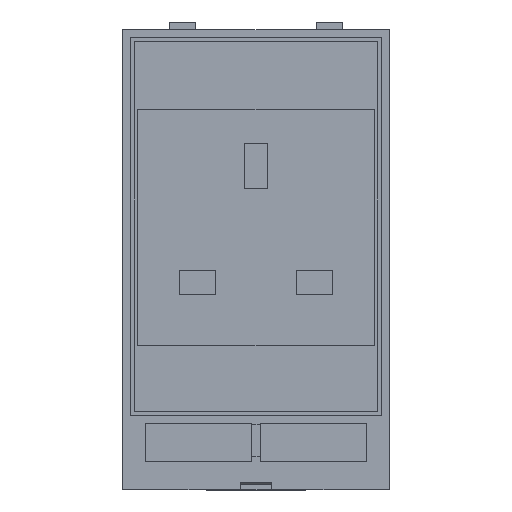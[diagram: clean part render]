
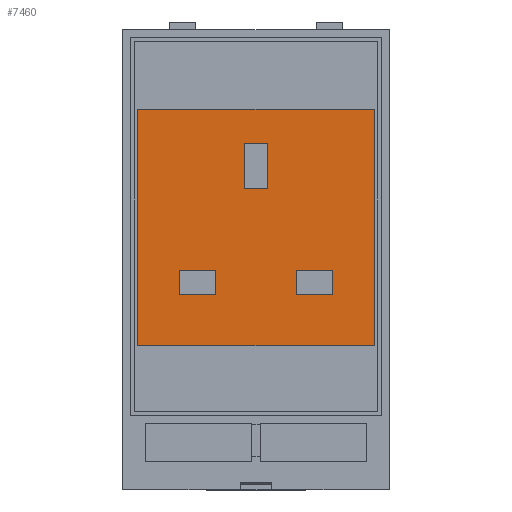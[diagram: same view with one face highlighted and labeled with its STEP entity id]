
A CAD part, top view. The second image highlights one B-rep face of the part: STEP entity #7460.
In plain terms, the highlighted planar face has unit normal (0, 0, 1).
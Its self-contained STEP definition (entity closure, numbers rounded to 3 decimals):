
#6050=CARTESIAN_POINT('',(25.2,55.1,42.65));
#6060=DIRECTION('',(-0.,0.,1.));
#6070=DIRECTION('',(0.,-1.,0.));
#6080=AXIS2_PLACEMENT_3D('',#6050,#6060,#6070);
#6090=PLANE('',#6080);
#6100=CARTESIAN_POINT('',(0.,42.4,42.65));
#6110=DIRECTION('',(1.,0.,0.));
#6120=VECTOR('',#6110,1.);
#6130=LINE('',#6100,#6120);
#6140=CARTESIAN_POINT('',(32.85,42.4,42.65));
#6150=VERTEX_POINT('',#6140);
#6160=CARTESIAN_POINT('',(39.75,42.4,42.65));
#6170=VERTEX_POINT('',#6160);
#6180=EDGE_CURVE('',#6150,#6170,#6130,.T.);
#6190=ORIENTED_EDGE('',*,*,#6180,.F.);
#6200=CARTESIAN_POINT('',(39.75,0.,42.65));
#6210=DIRECTION('',(0.,1.,0.));
#6220=VECTOR('',#6210,1.);
#6230=LINE('',#6200,#6220);
#6240=CARTESIAN_POINT('',(39.75,47.,42.65));
#6250=VERTEX_POINT('',#6240);
#6260=EDGE_CURVE('',#6170,#6250,#6230,.T.);
#6270=ORIENTED_EDGE('',*,*,#6260,.F.);
#6280=CARTESIAN_POINT('',(0.,47.,42.65));
#6290=DIRECTION('',(-1.,0.,0.));
#6300=VECTOR('',#6290,1.);
#6310=LINE('',#6280,#6300);
#6320=CARTESIAN_POINT('',(32.85,47.,42.65));
#6330=VERTEX_POINT('',#6320);
#6340=EDGE_CURVE('',#6250,#6330,#6310,.T.);
#6350=ORIENTED_EDGE('',*,*,#6340,.F.);
#6360=CARTESIAN_POINT('',(32.85,0.,42.65));
#6370=DIRECTION('',(0.,-1.,0.));
#6380=VECTOR('',#6370,1.);
#6390=LINE('',#6360,#6380);
#6400=EDGE_CURVE('',#6330,#6150,#6390,.T.);
#6410=ORIENTED_EDGE('',*,*,#6400,.F.);
#6420=EDGE_LOOP('',(#6410,#6350,#6270,#6190));
#6430=FACE_BOUND('',#6420,.T.);
#6440=CARTESIAN_POINT('',(0.,47.,42.65));
#6450=DIRECTION('',(-1.,0.,0.));
#6460=VECTOR('',#6450,1.);
#6470=LINE('',#6440,#6460);
#6480=CARTESIAN_POINT('',(17.55,47.,42.65));
#6490=VERTEX_POINT('',#6480);
#6500=CARTESIAN_POINT('',(10.65,47.,42.65));
#6510=VERTEX_POINT('',#6500);
#6520=EDGE_CURVE('',#6490,#6510,#6470,.T.);
#6530=ORIENTED_EDGE('',*,*,#6520,.F.);
#6540=CARTESIAN_POINT('',(10.65,0.,42.65));
#6550=DIRECTION('',(0.,-1.,0.));
#6560=VECTOR('',#6550,1.);
#6570=LINE('',#6540,#6560);
#6580=CARTESIAN_POINT('',(10.65,42.4,42.65));
#6590=VERTEX_POINT('',#6580);
#6600=EDGE_CURVE('',#6510,#6590,#6570,.T.);
#6610=ORIENTED_EDGE('',*,*,#6600,.F.);
#6620=CARTESIAN_POINT('',(0.,42.4,42.65));
#6630=DIRECTION('',(1.,0.,0.));
#6640=VECTOR('',#6630,1.);
#6650=LINE('',#6620,#6640);
#6660=CARTESIAN_POINT('',(17.55,42.4,42.65));
#6670=VERTEX_POINT('',#6660);
#6680=EDGE_CURVE('',#6590,#6670,#6650,.T.);
#6690=ORIENTED_EDGE('',*,*,#6680,.F.);
#6700=CARTESIAN_POINT('',(17.55,0.,42.65));
#6710=DIRECTION('',(0.,1.,0.));
#6720=VECTOR('',#6710,1.);
#6730=LINE('',#6700,#6720);
#6740=EDGE_CURVE('',#6670,#6490,#6730,.T.);
#6750=ORIENTED_EDGE('',*,*,#6740,.F.);
#6760=EDGE_LOOP('',(#6750,#6690,#6610,#6530));
#6770=FACE_BOUND('',#6760,.T.);
#6780=CARTESIAN_POINT('',(27.45,0.,42.65));
#6790=DIRECTION('',(0.,1.,0.));
#6800=VECTOR('',#6790,1.);
#6810=LINE('',#6780,#6800);
#6820=CARTESIAN_POINT('',(27.45,62.6,42.65));
#6830=VERTEX_POINT('',#6820);
#6840=CARTESIAN_POINT('',(27.45,71.1,42.65));
#6850=VERTEX_POINT('',#6840);
#6860=EDGE_CURVE('',#6830,#6850,#6810,.T.);
#6870=ORIENTED_EDGE('',*,*,#6860,.F.);
#6880=CARTESIAN_POINT('',(0.,71.1,42.65));
#6890=DIRECTION('',(-1.,0.,0.));
#6900=VECTOR('',#6890,1.);
#6910=LINE('',#6880,#6900);
#6920=CARTESIAN_POINT('',(22.95,71.1,42.65));
#6930=VERTEX_POINT('',#6920);
#6940=EDGE_CURVE('',#6850,#6930,#6910,.T.);
#6950=ORIENTED_EDGE('',*,*,#6940,.F.);
#6960=CARTESIAN_POINT('',(22.95,0.,42.65));
#6970=DIRECTION('',(0.,-1.,0.));
#6980=VECTOR('',#6970,1.);
#6990=LINE('',#6960,#6980);
#7000=CARTESIAN_POINT('',(22.95,62.6,42.65));
#7010=VERTEX_POINT('',#7000);
#7020=EDGE_CURVE('',#6930,#7010,#6990,.T.);
#7030=ORIENTED_EDGE('',*,*,#7020,.F.);
#7040=CARTESIAN_POINT('',(0.,62.6,42.65));
#7050=DIRECTION('',(1.,0.,0.));
#7060=VECTOR('',#7050,1.);
#7070=LINE('',#7040,#7060);
#7080=EDGE_CURVE('',#7010,#6830,#7070,.T.);
#7090=ORIENTED_EDGE('',*,*,#7080,.F.);
#7100=EDGE_LOOP('',(#7090,#7030,#6950,#6870));
#7110=FACE_BOUND('',#7100,.T.);
#7120=CARTESIAN_POINT('',(0.,77.6,42.65));
#7130=DIRECTION('',(-1.,0.,0.));
#7140=VECTOR('',#7130,1.);
#7150=LINE('',#7120,#7140);
#7160=CARTESIAN_POINT('',(47.7,77.6,42.65));
#7170=VERTEX_POINT('',#7160);
#7180=CARTESIAN_POINT('',(2.7,77.6,42.65));
#7190=VERTEX_POINT('',#7180);
#7200=EDGE_CURVE('',#7170,#7190,#7150,.T.);
#7210=ORIENTED_EDGE('',*,*,#7200,.T.);
#7220=CARTESIAN_POINT('',(47.7,0.,42.65));
#7230=DIRECTION('',(0.,1.,0.));
#7240=VECTOR('',#7230,1.);
#7250=LINE('',#7220,#7240);
#7260=CARTESIAN_POINT('',(47.7,32.6,42.65));
#7270=VERTEX_POINT('',#7260);
#7280=EDGE_CURVE('',#7270,#7170,#7250,.T.);
#7290=ORIENTED_EDGE('',*,*,#7280,.T.);
#7300=CARTESIAN_POINT('',(0.,32.6,42.65));
#7310=DIRECTION('',(-1.,0.,0.));
#7320=VECTOR('',#7310,1.);
#7330=LINE('',#7300,#7320);
#7340=CARTESIAN_POINT('',(2.7,32.6,42.65));
#7350=VERTEX_POINT('',#7340);
#7360=EDGE_CURVE('',#7270,#7350,#7330,.T.);
#7370=ORIENTED_EDGE('',*,*,#7360,.F.);
#7380=CARTESIAN_POINT('',(2.7,0.,42.65));
#7390=DIRECTION('',(0.,1.,0.));
#7400=VECTOR('',#7390,1.);
#7410=LINE('',#7380,#7400);
#7420=EDGE_CURVE('',#7350,#7190,#7410,.T.);
#7430=ORIENTED_EDGE('',*,*,#7420,.F.);
#7440=EDGE_LOOP('',(#7430,#7370,#7290,#7210));
#7450=FACE_OUTER_BOUND('',#7440,.T.);
#7460=ADVANCED_FACE('',(#6430,#6770,#7110,#7450),#6090,.T.);
